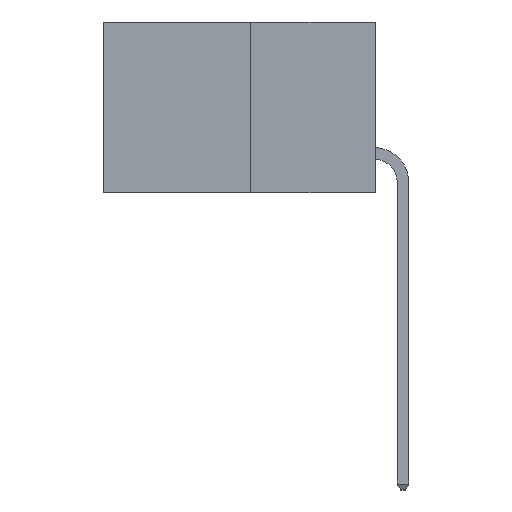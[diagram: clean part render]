
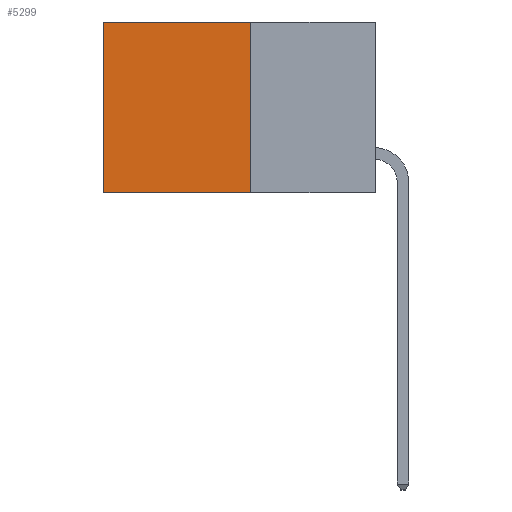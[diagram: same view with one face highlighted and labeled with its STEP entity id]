
A CAD part, left-side view. The second image highlights one B-rep face of the part: STEP entity #5299.
In plain terms, the highlighted planar face has unit normal (-1, 0, 0).
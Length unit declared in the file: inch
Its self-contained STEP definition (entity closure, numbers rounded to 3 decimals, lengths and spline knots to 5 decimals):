
#72 = VECTOR ( 'NONE', #7632, 39.37008 ) ;
#906 = VERTEX_POINT ( 'NONE', #2383 ) ;
#909 = AXIS2_PLACEMENT_3D ( 'NONE', #7546, #6989, #6982 ) ;
#962 = FACE_OUTER_BOUND ( 'NONE', #1018, .T. ) ;
#1018 = EDGE_LOOP ( 'NONE', ( #2192, #3916, #5575, #7092 ) ) ;
#1087 = VERTEX_POINT ( 'NONE', #5377 ) ;
#1221 = LINE ( 'NONE', #5285, #7915 ) ;
#1648 = DIRECTION ( 'NONE',  ( 0., 1., 0. ) ) ;
#1695 = CARTESIAN_POINT ( 'NONE',  ( 0.277, 0.27, 0. ) ) ;
#2151 = CARTESIAN_POINT ( 'NONE',  ( 0.277, 0.59, 0. ) ) ;
#2192 = ORIENTED_EDGE ( 'NONE', *, *, #6798, .T. ) ;
#2383 = CARTESIAN_POINT ( 'NONE',  ( 0.277, 0.27, 0. ) ) ;
#2724 = CARTESIAN_POINT ( 'NONE',  ( 0.277, 0.59, -0.37 ) ) ;
#3916 = ORIENTED_EDGE ( 'NONE', *, *, #7317, .F. ) ;
#4618 = EDGE_CURVE ( 'NONE', #906, #5040, #4842, .T. ) ;
#4696 = LINE ( 'NONE', #6890, #7631 ) ;
#4842 = LINE ( 'NONE', #1695, #7583 ) ;
#5017 = VERTEX_POINT ( 'NONE', #2724 ) ;
#5040 = VERTEX_POINT ( 'NONE', #2151 ) ;
#5093 = LINE ( 'NONE', #7645, #72 ) ;
#5200 = EDGE_CURVE ( 'NONE', #906, #1087, #5093, .T. ) ;
#5285 = CARTESIAN_POINT ( 'NONE',  ( 0.277, 0.59, -0.37 ) ) ;
#5299 = ADVANCED_FACE ( 'NONE', ( #962 ), #6995, .F. ) ;
#5377 = CARTESIAN_POINT ( 'NONE',  ( 0.277, 0.27, -0.37 ) ) ;
#5510 = DIRECTION ( 'NONE',  ( 0., 0., -1. ) ) ;
#5575 = ORIENTED_EDGE ( 'NONE', *, *, #5200, .F. ) ;
#5742 = DIRECTION ( 'NONE',  ( 0., 1., 0. ) ) ;
#6798 = EDGE_CURVE ( 'NONE', #5040, #5017, #1221, .T. ) ;
#6890 = CARTESIAN_POINT ( 'NONE',  ( 0.277, 0.27, -0.37 ) ) ;
#6982 = DIRECTION ( 'NONE',  ( 0., 0., -1. ) ) ;
#6989 = DIRECTION ( 'NONE',  ( 1., 0., 0. ) ) ;
#6995 = PLANE ( 'NONE',  #909 ) ;
#7092 = ORIENTED_EDGE ( 'NONE', *, *, #4618, .T. ) ;
#7317 = EDGE_CURVE ( 'NONE', #1087, #5017, #4696, .T. ) ;
#7546 = CARTESIAN_POINT ( 'NONE',  ( 0.277, 0.27, -0.37 ) ) ;
#7583 = VECTOR ( 'NONE', #1648, 39.37008 ) ;
#7631 = VECTOR ( 'NONE', #5742, 39.37008 ) ;
#7632 = DIRECTION ( 'NONE',  ( 0., 0., -1. ) ) ;
#7645 = CARTESIAN_POINT ( 'NONE',  ( 0.277, 0.27, -0.37 ) ) ;
#7915 = VECTOR ( 'NONE', #5510, 39.37008 ) ;
